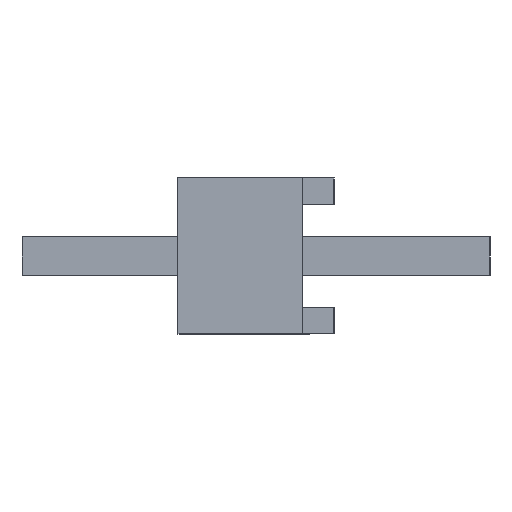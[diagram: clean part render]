
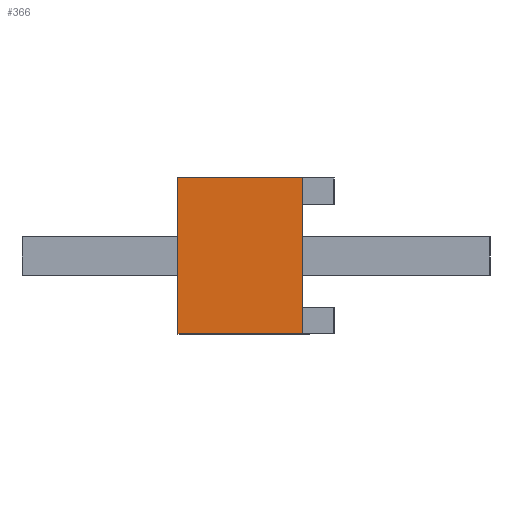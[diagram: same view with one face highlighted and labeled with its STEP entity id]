
A CAD part, left-side view. The second image highlights one B-rep face of the part: STEP entity #366.
In plain terms, the highlighted planar face has unit normal (-1, 0, 0).
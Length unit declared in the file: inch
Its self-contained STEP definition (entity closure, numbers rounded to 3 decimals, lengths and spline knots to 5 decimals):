
#366 = ADVANCED_FACE( '', ( #891 ), #892, .F. );
#891 = FACE_OUTER_BOUND( '', #1579, .T. );
#892 = PLANE( '', #1580 );
#1579 = EDGE_LOOP( '', ( #2539, #2540, #2541, #2542 ) );
#1580 = AXIS2_PLACEMENT_3D( '', #2543, #2544, #2545 );
#2539 = ORIENTED_EDGE( '', *, *, #4388, .F. );
#2540 = ORIENTED_EDGE( '', *, *, #4389, .F. );
#2541 = ORIENTED_EDGE( '', *, *, #4390, .F. );
#2542 = ORIENTED_EDGE( '', *, *, #4391, .T. );
#2543 = CARTESIAN_POINT( '', ( -0.25, 0.1, -0.05 ) );
#2544 = DIRECTION( '', ( 1., 0., 0. ) );
#2545 = DIRECTION( '', ( 0., 0., -1. ) );
#4388 = EDGE_CURVE( '', #5369, #5370, #5371, .T. );
#4389 = EDGE_CURVE( '', #5372, #5369, #5373, .T. );
#4390 = EDGE_CURVE( '', #5374, #5372, #5375, .T. );
#4391 = EDGE_CURVE( '', #5374, #5370, #5376, .T. );
#5369 = VERTEX_POINT( '', #6737 );
#5370 = VERTEX_POINT( '', #6738 );
#5371 = LINE( '', #6739, #6740 );
#5372 = VERTEX_POINT( '', #6741 );
#5373 = LINE( '', #6742, #6743 );
#5374 = VERTEX_POINT( '', #6744 );
#5375 = LINE( '', #6745, #6746 );
#5376 = LINE( '', #6747, #6748 );
#6737 = CARTESIAN_POINT( '', ( -0.25, 0.02, 0.05 ) );
#6738 = CARTESIAN_POINT( '', ( -0.25, 0.02, -0.05 ) );
#6739 = CARTESIAN_POINT( '', ( -0.25, 0.02, -0.05 ) );
#6740 = VECTOR( '', #7976, 39.37008 );
#6741 = CARTESIAN_POINT( '', ( -0.25, 0.1, 0.05 ) );
#6742 = CARTESIAN_POINT( '', ( -0.25, 0.1, 0.05 ) );
#6743 = VECTOR( '', #7977, 39.37008 );
#6744 = CARTESIAN_POINT( '', ( -0.25, 0.1, -0.05 ) );
#6745 = CARTESIAN_POINT( '', ( -0.25, 0.1, -0.05 ) );
#6746 = VECTOR( '', #7978, 39.37008 );
#6747 = CARTESIAN_POINT( '', ( -0.25, 0.1, -0.05 ) );
#6748 = VECTOR( '', #7979, 39.37008 );
#7976 = DIRECTION( '', ( 0., 0., -1. ) );
#7977 = DIRECTION( '', ( 0., -1., 0. ) );
#7978 = DIRECTION( '', ( 0., 0., 1. ) );
#7979 = DIRECTION( '', ( 0., -1., 0. ) );
